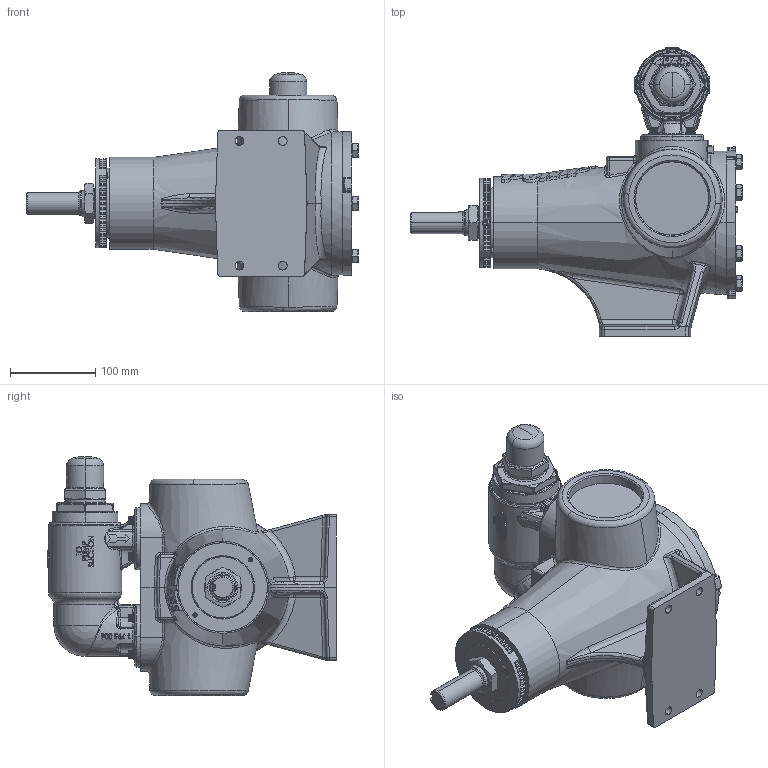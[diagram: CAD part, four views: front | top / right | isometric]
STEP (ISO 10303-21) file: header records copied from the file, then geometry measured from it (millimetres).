
FILE_DESCRIPTION (( 'STEP AP214' ), '1' );
FILE_NAME ('AL4195.STEP', '2017-02-20T22:16:04', ( '' ), ( '' ), 'SwSTEP 2.0', 'SolidWorks 2016', '' );
FILE_SCHEMA (( 'AUTOMOTIVE_DESIGN' ));
Length unit declared in the file: inch
Products named in the file (1): AL4195
Bounding box: 389.86 x 339.11 x 280.67 mm (x, y, z)
Volume: 7366040.3 mm3; surface area: 376171.1 mm2
Topology: 1 solids, 1 shells, 2329 faces, 6033 edges, 3770 vertices
Faces by surface type: plane 826, bspline 599, cylinder 546, cone 226, torus 84, sphere 48
Entity records: 129116 total; most frequent: CARTESIAN_POINT 60251, ORIENTED_EDGE 11954, DIRECTION 9091, EDGE_CURVE 5977, VERTEX_POINT 3766, AXIS2_PLACEMENT_3D 3552, EDGE_LOOP 2471, ADVANCED_FACE 2329
